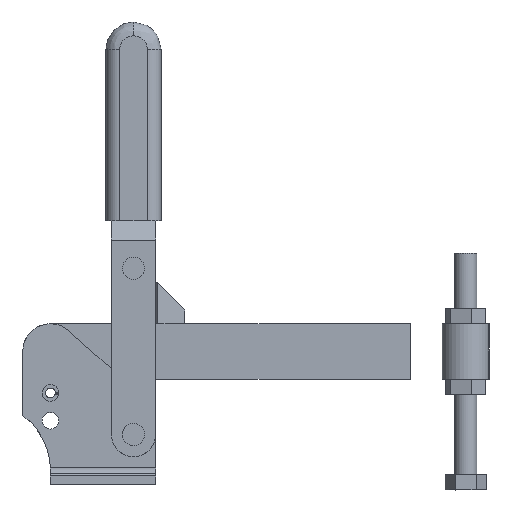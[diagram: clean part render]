
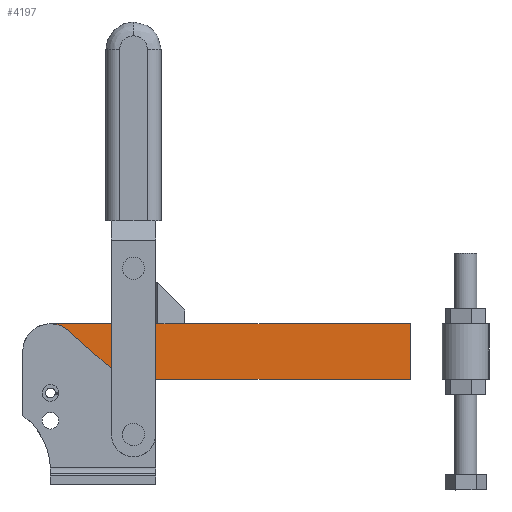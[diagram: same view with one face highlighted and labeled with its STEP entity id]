
A CAD part, top view. The second image highlights one B-rep face of the part: STEP entity #4197.
In plain terms, the highlighted planar face has unit normal (0, 0, 1).
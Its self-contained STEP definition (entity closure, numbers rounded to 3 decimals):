
#3891=CARTESIAN_POINT('',(-830.13,82.959,16.885));
#3892=VERTEX_POINT('',#3891);
#3901=CARTESIAN_POINT('',(-820.13,92.959,16.885));
#3902=VERTEX_POINT('',#3901);
#3903=CARTESIAN_POINT('',(-820.13,82.959,16.885));
#3904=DIRECTION('',(0.,0.,-1.0));
#3905=DIRECTION('',(-1.0,0.,0.));
#3906=AXIS2_PLACEMENT_3D('',#3903,#3904,#3905);
#3907=CIRCLE('',#3906,10.);
#3908=EDGE_CURVE('',#3892,#3902,#3907,.T.);
#3935=CARTESIAN_POINT('',(-816.13,82.959,16.885));
#3936=VERTEX_POINT('',#3935);
#3952=CARTESIAN_POINT('',(-824.13,82.959,16.885));
#3953=VERTEX_POINT('',#3952);
#3960=CARTESIAN_POINT('',(-820.13,82.959,16.885));
#3961=DIRECTION('',(0.,0.,-1.0));
#3962=DIRECTION('',(1.0,0.,0.));
#3963=AXIS2_PLACEMENT_3D('',#3960,#3961,#3962);
#3964=CIRCLE('',#3963,4.0);
#3965=EDGE_CURVE('',#3936,#3953,#3964,.T.);
#3977=CARTESIAN_POINT('',(-786.13,82.959,16.885));
#3978=VERTEX_POINT('',#3977);
#3994=CARTESIAN_POINT('',(-794.13,82.959,16.885));
#3995=VERTEX_POINT('',#3994);
#4002=CARTESIAN_POINT('',(-790.13,82.959,16.885));
#4003=DIRECTION('',(0.,0.,-1.0));
#4004=DIRECTION('',(1.0,0.,0.));
#4005=AXIS2_PLACEMENT_3D('',#4002,#4003,#4004);
#4006=CIRCLE('',#4005,4.0);
#4007=EDGE_CURVE('',#3978,#3995,#4006,.T.);
#4018=CARTESIAN_POINT('',(-790.13,82.959,16.885));
#4019=DIRECTION('',(0.,0.,-1.0));
#4020=DIRECTION('',(1.0,0.,0.));
#4021=AXIS2_PLACEMENT_3D('',#4018,#4019,#4020);
#4022=CIRCLE('',#4021,4.0);
#4023=EDGE_CURVE('',#3995,#3978,#4022,.T.);
#4042=CARTESIAN_POINT('',(-820.13,82.959,16.885));
#4043=DIRECTION('',(0.,0.,-1.0));
#4044=DIRECTION('',(1.0,0.,0.));
#4045=AXIS2_PLACEMENT_3D('',#4042,#4043,#4044);
#4046=CIRCLE('',#4045,4.0);
#4047=EDGE_CURVE('',#3953,#3936,#4046,.T.);
#4074=CARTESIAN_POINT('',(-690.13,92.959,16.885));
#4075=VERTEX_POINT('',#4074);
#4076=CARTESIAN_POINT('',(-820.13,92.959,16.885));
#4077=DIRECTION('',(1.0,0.,0.0));
#4078=VECTOR('',#4077,130.0);
#4079=LINE('',#4076,#4078);
#4080=EDGE_CURVE('',#3902,#4075,#4079,.T.);
#4106=CARTESIAN_POINT('',(-820.13,72.959,16.885));
#4107=VERTEX_POINT('',#4106);
#4114=CARTESIAN_POINT('',(-820.13,82.959,16.885));
#4115=DIRECTION('',(0.,0.,-1.0));
#4116=DIRECTION('',(-1.0,0.,0.));
#4117=AXIS2_PLACEMENT_3D('',#4114,#4115,#4116);
#4118=CIRCLE('',#4117,10.);
#4119=EDGE_CURVE('',#4107,#3892,#4118,.T.);
#4137=CARTESIAN_POINT('',(-690.13,72.959,16.885));
#4138=VERTEX_POINT('',#4137);
#4145=CARTESIAN_POINT('',(-690.13,72.959,16.885));
#4146=DIRECTION('',(-1.0,0.,0.0));
#4147=VECTOR('',#4146,130.0);
#4148=LINE('',#4145,#4147);
#4149=EDGE_CURVE('',#4138,#4107,#4148,.T.);
#4167=CARTESIAN_POINT('',(-690.13,92.959,16.885));
#4168=DIRECTION('',(0.,-1.0,0.0));
#4169=VECTOR('',#4168,20.0);
#4170=LINE('',#4167,#4169);
#4171=EDGE_CURVE('',#4075,#4138,#4170,.T.);
#4177=CARTESIAN_POINT('',(-770.13,82.959,16.885));
#4178=DIRECTION('',(0.0,0.0,1.0));
#4179=DIRECTION('',(-1.0,0.,0.0));
#4180=AXIS2_PLACEMENT_3D('',#4177,#4178,#4179);
#4181=PLANE('',#4180);
#4182=ORIENTED_EDGE('',*,*,#4171,.F.);
#4183=ORIENTED_EDGE('',*,*,#4080,.F.);
#4184=ORIENTED_EDGE('',*,*,#3908,.F.);
#4185=ORIENTED_EDGE('',*,*,#4119,.F.);
#4186=ORIENTED_EDGE('',*,*,#4149,.F.);
#4187=EDGE_LOOP('',(#4182,#4183,#4184,#4185,#4186));
#4188=FACE_OUTER_BOUND('',#4187,.T.);
#4189=ORIENTED_EDGE('',*,*,#4023,.T.);
#4190=ORIENTED_EDGE('',*,*,#4007,.T.);
#4191=EDGE_LOOP('',(#4189,#4190));
#4192=FACE_BOUND('',#4191,.T.);
#4193=ORIENTED_EDGE('',*,*,#4047,.T.);
#4194=ORIENTED_EDGE('',*,*,#3965,.T.);
#4195=EDGE_LOOP('',(#4193,#4194));
#4196=FACE_BOUND('',#4195,.T.);
#4197=ADVANCED_FACE('',(#4188,#4192,#4196),#4181,.T.);
